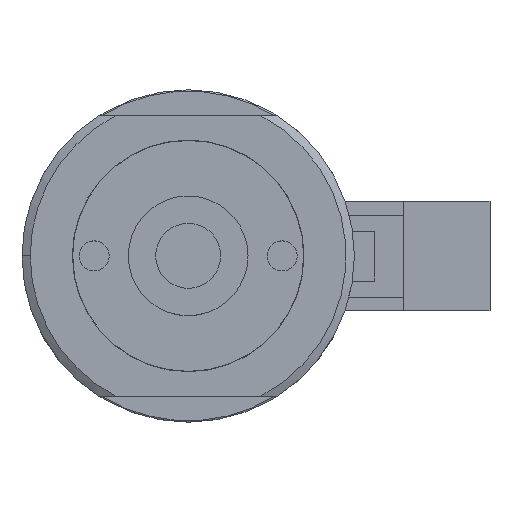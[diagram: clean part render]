
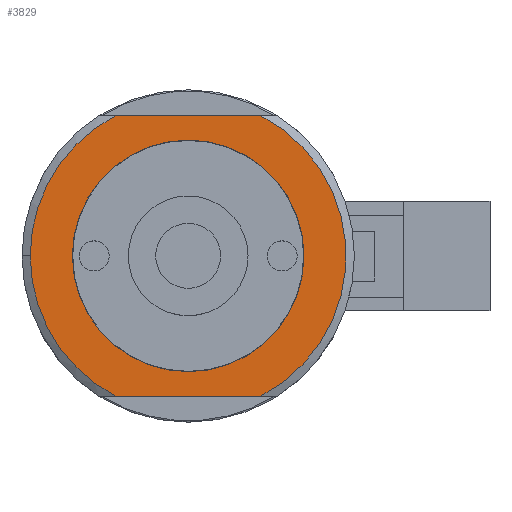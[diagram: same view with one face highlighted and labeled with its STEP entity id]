
A CAD part, top view. The second image highlights one B-rep face of the part: STEP entity #3829.
In plain terms, the highlighted planar face has unit normal (0, 0, 1).
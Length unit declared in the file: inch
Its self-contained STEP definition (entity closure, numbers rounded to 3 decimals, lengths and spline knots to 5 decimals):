
#24 = DIRECTION ( 'NONE',  ( 1., 0., 0. ) ) ;
#25 = DIRECTION ( 'NONE',  ( 0., 0., 1. ) ) ;
#39 = DIRECTION ( 'NONE',  ( 1., 0., 0. ) ) ;
#40 = DIRECTION ( 'NONE',  ( 0., 0., 1. ) ) ;
#54 = CARTESIAN_POINT ( 'NONE',  ( 0., 0., 0.25 ) ) ;
#61 = AXIS2_PLACEMENT_3D ( 'NONE', #54, #40, #39 ) ;
#68 = CIRCLE ( 'NONE', #61, 0.384 ) ;
#102 = CARTESIAN_POINT ( 'NONE',  ( 0., 0., 0.25 ) ) ;
#107 = AXIS2_PLACEMENT_3D ( 'NONE', #102, #25, #24 ) ;
#138 = CIRCLE ( 'NONE', #107, 0.525 ) ;
#139 = CARTESIAN_POINT ( 'NONE',  ( -0.525, 0., 0.25 ) ) ;
#329 = DIRECTION ( 'NONE',  ( 1., 0., 0. ) ) ;
#330 = DIRECTION ( 'NONE',  ( 0., 0., 1. ) ) ;
#440 = CARTESIAN_POINT ( 'NONE',  ( -0.40998, -0.466, 0.25 ) ) ;
#441 = LINE ( 'NONE', #440, #588 ) ;
#588 = VECTOR ( 'NONE', #880, 39.37008 ) ;
#809 = CARTESIAN_POINT ( 'NONE',  ( 0.2418, 0.466, 0.25 ) ) ;
#832 = DIRECTION ( 'NONE',  ( 1., 0., 0. ) ) ;
#833 = DIRECTION ( 'NONE',  ( 0., 0., 1. ) ) ;
#834 = CARTESIAN_POINT ( 'NONE',  ( 0., 0., 0.25 ) ) ;
#835 = AXIS2_PLACEMENT_3D ( 'NONE', #834, #833, #832 ) ;
#880 = DIRECTION ( 'NONE',  ( -1., 0., 0. ) ) ;
#894 = CIRCLE ( 'NONE', #835, 0.525 ) ;
#938 = CARTESIAN_POINT ( 'NONE',  ( 0.2418, -0.466, 0.25 ) ) ;
#1025 = CARTESIAN_POINT ( 'NONE',  ( 0., 0., 0.25 ) ) ;
#1026 = AXIS2_PLACEMENT_3D ( 'NONE', #1025, #330, #329 ) ;
#1027 = CIRCLE ( 'NONE', #1026, 0.384 ) ;
#1150 = CARTESIAN_POINT ( 'NONE',  ( 0., 0., 0.25 ) ) ;
#1155 = FACE_OUTER_BOUND ( 'NONE', #3929, .T. ) ;
#1159 = PLANE ( 'NONE',  #1165 ) ;
#1162 = DIRECTION ( 'NONE',  ( 0., 0., 1. ) ) ;
#1165 = AXIS2_PLACEMENT_3D ( 'NONE', #1150, #1162, #1175 ) ;
#1175 = DIRECTION ( 'NONE',  ( 1., 0., 0. ) ) ;
#1178 = FACE_BOUND ( 'NONE', #3771, .T. ) ;
#1231 = AXIS2_PLACEMENT_3D ( 'NONE', #1285, #1283, #1282 ) ;
#1233 = DIRECTION ( 'NONE',  ( 1., 0., 0. ) ) ;
#1237 = VECTOR ( 'NONE', #1233, 39.37008 ) ;
#1242 = CARTESIAN_POINT ( 'NONE',  ( -0.40998, 0.466, 0.25 ) ) ;
#1243 = LINE ( 'NONE', #1242, #1237 ) ;
#1257 = CARTESIAN_POINT ( 'NONE',  ( -0.2418, 0.466, 0.25 ) ) ;
#1274 = CIRCLE ( 'NONE', #1231, 0.525 ) ;
#1282 = DIRECTION ( 'NONE',  ( 1., 0., 0. ) ) ;
#1283 = DIRECTION ( 'NONE',  ( 0., 0., 1. ) ) ;
#1285 = CARTESIAN_POINT ( 'NONE',  ( 0., 0., 0.25 ) ) ;
#2056 = CARTESIAN_POINT ( 'NONE',  ( 0.384, 0., 0.25 ) ) ;
#2057 = CARTESIAN_POINT ( 'NONE',  ( -0.384, 0., 0.25 ) ) ;
#2992 = VERTEX_POINT ( 'NONE', #5306 ) ;
#3640 = VERTEX_POINT ( 'NONE', #809 ) ;
#3666 = VERTEX_POINT ( 'NONE', #938 ) ;
#3673 = EDGE_CURVE ( 'NONE', #3666, #3640, #894, .T. ) ;
#3749 = ORIENTED_EDGE ( 'NONE', *, *, #3935, .T. ) ;
#3750 = EDGE_CURVE ( 'NONE', #5881, #5880, #1027, .T. ) ;
#3770 = ORIENTED_EDGE ( 'NONE', *, *, #6112, .F. ) ;
#3771 = EDGE_LOOP ( 'NONE', ( #3845, #3770 ) ) ;
#3785 = ORIENTED_EDGE ( 'NONE', *, *, #6050, .T. ) ;
#3791 = ORIENTED_EDGE ( 'NONE', *, *, #3828, .F. ) ;
#3809 = ORIENTED_EDGE ( 'NONE', *, *, #3858, .F. ) ;
#3828 = EDGE_CURVE ( 'NONE', #3666, #2992, #441, .T. ) ;
#3829 = ADVANCED_FACE ( 'NONE', ( #1155, #1178 ), #1159, .T. ) ;
#3845 = ORIENTED_EDGE ( 'NONE', *, *, #3750, .F. ) ;
#3858 = EDGE_CURVE ( 'NONE', #3866, #3640, #1243, .T. ) ;
#3866 = VERTEX_POINT ( 'NONE', #1257 ) ;
#3929 = EDGE_LOOP ( 'NONE', ( #3791, #3930, #3809, #3749, #3785 ) ) ;
#3930 = ORIENTED_EDGE ( 'NONE', *, *, #3673, .T. ) ;
#3935 = EDGE_CURVE ( 'NONE', #3866, #6041, #1274, .T. ) ;
#5306 = CARTESIAN_POINT ( 'NONE',  ( -0.2418, -0.466, 0.25 ) ) ;
#5880 = VERTEX_POINT ( 'NONE', #2057 ) ;
#5881 = VERTEX_POINT ( 'NONE', #2056 ) ;
#6041 = VERTEX_POINT ( 'NONE', #139 ) ;
#6050 = EDGE_CURVE ( 'NONE', #6041, #2992, #138, .T. ) ;
#6112 = EDGE_CURVE ( 'NONE', #5880, #5881, #68, .T. ) ;
